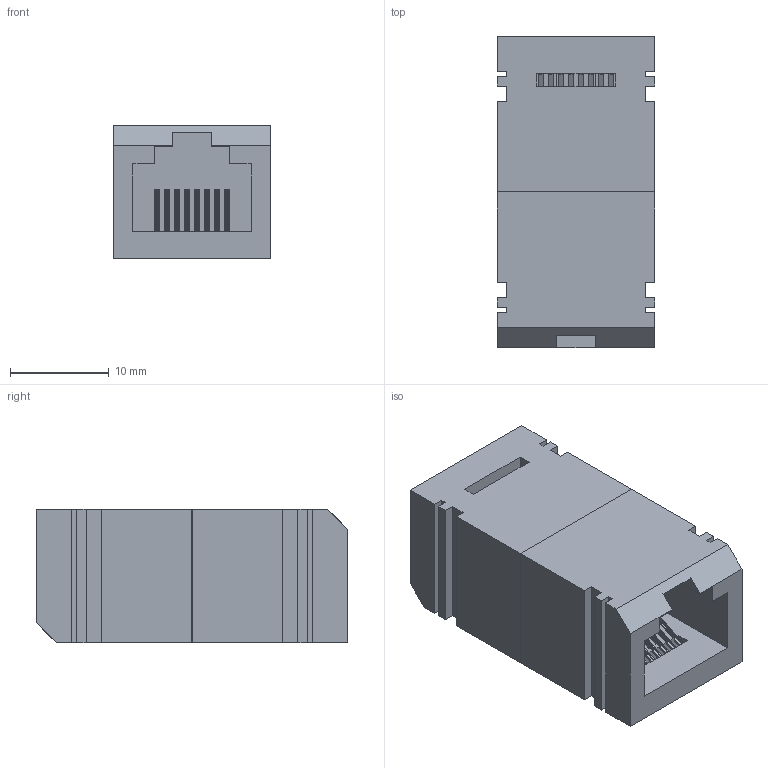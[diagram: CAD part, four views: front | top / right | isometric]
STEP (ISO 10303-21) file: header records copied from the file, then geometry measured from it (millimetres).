
FILE_DESCRIPTION (( 'STEP AP203' ), '1' );
FILE_NAME ('TDG1026A-8C.STEP', '2006-06-23T20:23:46', ( 'lcom' ), ( 'lcom' ), 'SwSTEP 2.0', 'SolidWorks 2006004', '' );
FILE_SCHEMA (( 'CONFIG_CONTROL_DESIGN' ));
Length unit declared in the file: inch
Products named in the file (2): TDG1026A-8C-MA1_TDG1026A-8C; TDG1026A-8C
Assembly tree (2 placements, depth 2):
  TDG1026A-8C
    TDG1026A-8C-MA1_TDG1026A-8C  x2
Bounding box: 15.95 x 31.5 x 13.51 mm (x, y, z)
Volume: 3430.5 mm3; surface area: 4600 mm2
Topology: 2 solids, 2 shells, 352 faces, 1028 edges, 664 vertices
Faces by surface type: plane 352
Entity records: 5930 total; most frequent: ORIENTED_EDGE 1028, CARTESIAN_POINT 1027, DIRECTION 876, EDGE_CURVE 514, VECTOR 514, LINE 514, VERTEX_POINT 332, EDGE_LOOP 186
